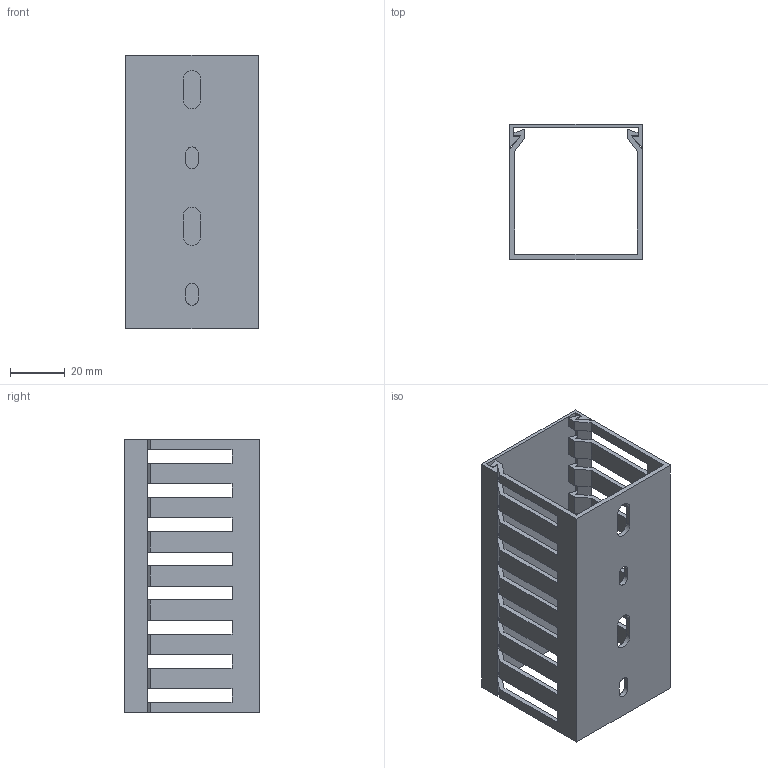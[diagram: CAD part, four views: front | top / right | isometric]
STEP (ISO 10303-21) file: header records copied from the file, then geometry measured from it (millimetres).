
FILE_DESCRIPTION((''),'2;1');
FILE_NAME('PROXY_HNG500500_ASM','2022-05-04T08:41:28',('mengess'),(''),'CREO PARAMETRIC BY PTC INC, 2021304','CREO PARAMETRIC BY PTC INC, 2021304','');
FILE_SCHEMA(('AUTOMOTIVE_DESIGN { 1 0 10303 214 1 1 1 1 }'));
Length unit declared in the file: millimetre
Products named in the file (3): PROXY_62279-M; PROXY_62274-M; PROXY_HNG500500_ASM
Assembly tree (2 placements, depth 2):
  PROXY_HNG500500_ASM
    PROXY_62279-M
    PROXY_62274-M
Bounding box: 48.5 x 49.3 x 100 mm (x, y, z)
Volume: 27241.8 mm3; surface area: 39070.9 mm2
Topology: 2 solids, 2 shells, 192 faces, 578 edges, 390 vertices
Faces by surface type: plane 166, cylinder 26
Entity records: 10020 total; most frequent: CARTESIAN_POINT 1281, DIRECTION 1216, ORIENTED_EDGE 1128, EDGE_CURVE 564, PRESENTATION_STYLE_ASSIGNMENT 559, STYLED_ITEM 559, CURVE_STYLE 558, VECTOR 525
